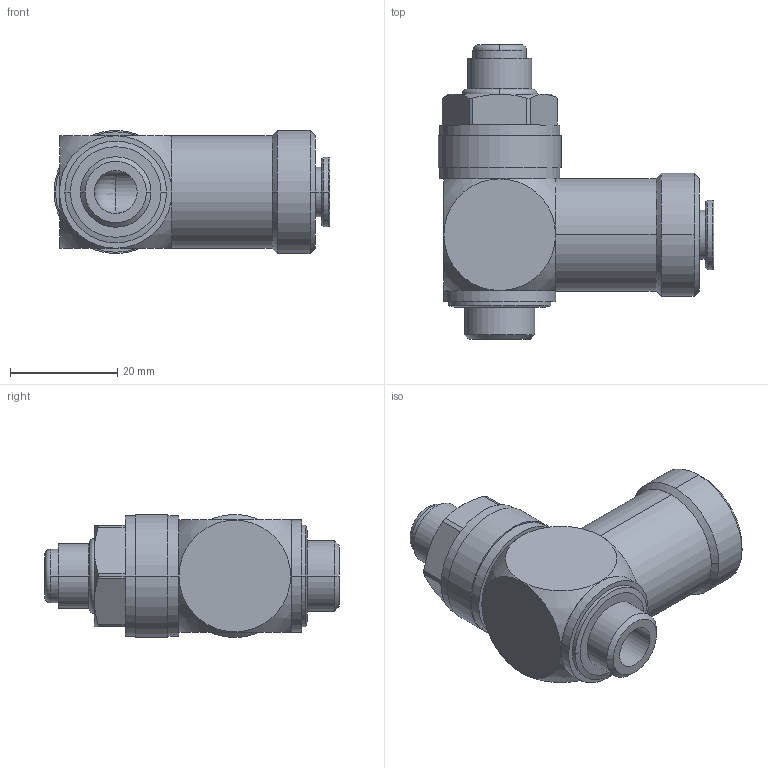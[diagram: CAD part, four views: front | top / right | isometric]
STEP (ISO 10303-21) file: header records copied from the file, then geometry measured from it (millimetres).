
FILE_DESCRIPTION(('STEP AP214'),'1');
FILE_NAME('7318_08_13.stp','2016-07-07T14:31:19',('TraceParts'),('TraceParts S.A.'),'Spatial InterOp 3D',' ',' ');
FILE_SCHEMA(('automotive_design'));
Length unit declared in the file: millimetre
Products named in the file (1): 1
Bounding box: 51.5 x 55 x 23 mm (x, y, z)
Volume: 24440.4 mm3; surface area: 7942.5 mm2
Topology: 1 solids, 1 shells, 94 faces, 224 edges, 145 vertices
Faces by surface type: cylinder 36, plane 31, cone 18, torus 6, sphere 3
Entity records: 2797 total; most frequent: DIRECTION 532, CARTESIAN_POINT 510, ORIENTED_EDGE 444, AXIS2_PLACEMENT_3D 227, EDGE_CURVE 222, VERTEX_POINT 145, CIRCLE 130, EDGE_LOOP 111
